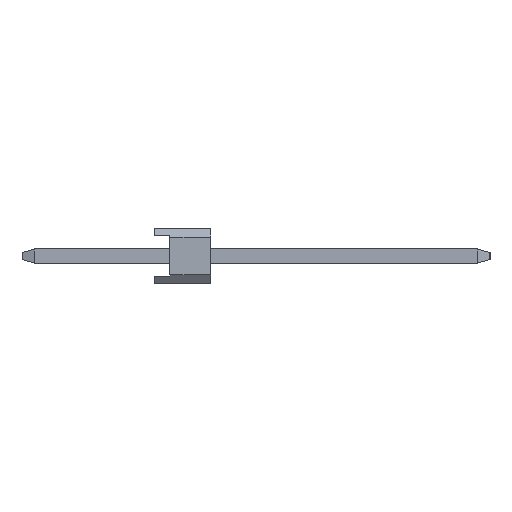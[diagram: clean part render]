
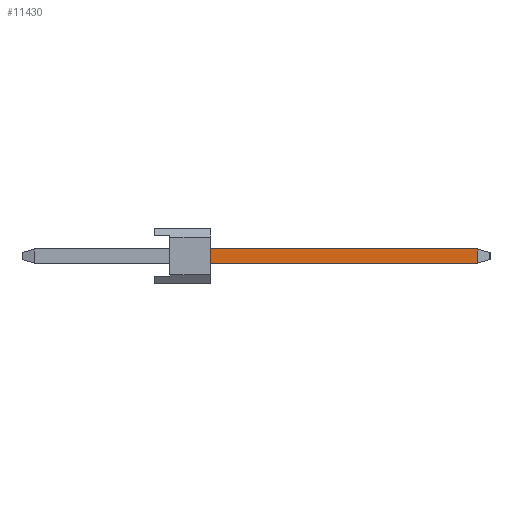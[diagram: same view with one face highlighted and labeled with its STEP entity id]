
A CAD part, left-side view. The second image highlights one B-rep face of the part: STEP entity #11430.
In plain terms, the highlighted planar face has unit normal (-1, 0, 0).
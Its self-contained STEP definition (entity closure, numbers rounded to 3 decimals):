
#4882=VERTEX_POINT('',#13856);
#5850=EDGE_CURVE('',#10916,#12850,#14929,.T.);
#8054=EDGE_CURVE('',#4882,#10916,#17345,.T.);
#8092=EDGE_CURVE('',#12850,#8844,#17389,.T.);
#8844=VERTEX_POINT('',#18209);
#10916=VERTEX_POINT('',#20483);
#11430=ADVANCED_FACE('',(#21073),#21074,.T.);
#12850=VERTEX_POINT('',#22660);
#13204=EDGE_CURVE('',#8844,#4882,#23044,.T.);
#13856=CARTESIAN_POINT('',(-35.88,-14.594,-0.32));
#14929=LINE('',#25435,#25436);
#17345=LINE('',#28953,#28954);
#17389=LINE('',#29011,#29012);
#18209=CARTESIAN_POINT('',(-35.88,-14.594,0.32));
#20483=CARTESIAN_POINT('',(-35.88,-2.54,-0.32));
#21073=FACE_OUTER_BOUND('',#34374,.T.);
#21074=PLANE('',#34375);
#22660=CARTESIAN_POINT('',(-35.88,-2.54,0.32));
#23044=LINE('',#37184,#37185);
#25435=CARTESIAN_POINT('',(-35.88,-2.54,0.252));
#25436=VECTOR('',#39043,1.0);
#28953=CARTESIAN_POINT('',(-35.88,5.414,-0.32));
#28954=VECTOR('',#41360,1.0);
#29011=CARTESIAN_POINT('',(-35.88,-4.59,0.32));
#29012=VECTOR('',#41419,1.0);
#34374=EDGE_LOOP('',(#45228,#45229,#45230,#45231));
#34375=AXIS2_PLACEMENT_3D('',#45232,#45233,#45234);
#37184=CARTESIAN_POINT('',(-35.88,-14.594,0.5));
#37185=VECTOR('',#47378,1.0);
#39043=DIRECTION('',(0.,0.,1.0));
#41360=DIRECTION('',(0.,1.0,0.));
#41419=DIRECTION('',(0.,-1.0,0.));
#45228=ORIENTED_EDGE('',*,*,#5850,.F.);
#45229=ORIENTED_EDGE('',*,*,#8054,.F.);
#45230=ORIENTED_EDGE('',*,*,#13204,.F.);
#45231=ORIENTED_EDGE('',*,*,#8092,.F.);
#45232=CARTESIAN_POINT('',(-35.88,5.414,0.5));
#45233=DIRECTION('',(-1.0,0.,0.));
#45234=DIRECTION('',(0.,1.0,0.));
#47378=DIRECTION('',(0.0,0.,-1.0));
